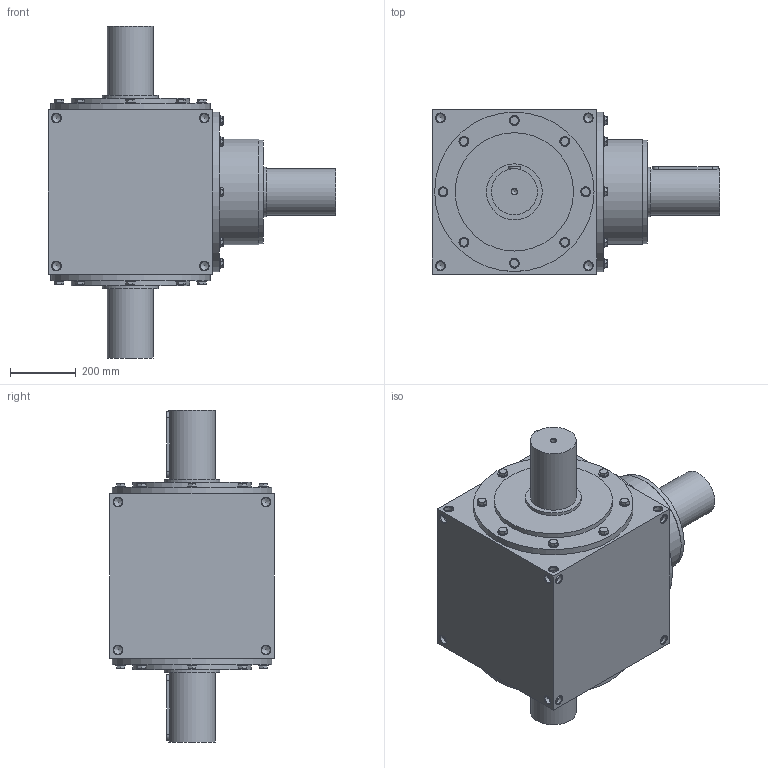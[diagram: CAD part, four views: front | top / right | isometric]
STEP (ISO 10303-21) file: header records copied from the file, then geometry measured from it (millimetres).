
FILE_DESCRIPTION(/* description */ ('STEP AP203'),/* implementation_level */ '2;1');
FILE_NAME(/* name */ 'RP500_S1_R.1_1',/* time_stamp */ '2023-01-09T10:41:27+01:00',/* author */ ('License CC BY-ND 4.0'),/* organization */ ('CADENAS'),/* preprocessor_version */ 'ST-DEVELOPER v18.102',/* originating_system */ 'PARTsolutions',/* authorisation */ ' ');
FILE_SCHEMA (('CONFIG_CONTROL_DESIGN'));
Length unit declared in the file: millimetre
Products named in the file (5): RP500_S1_R.1/1; RS500-proshaft; RC_RR500-screw; RR500-shaft; RP5001-case
Assembly tree (28 placements, depth 2):
  RP500_S1_R.1/1
    RS500-proshaft  x2
    RC_RR500-screw  x24
    RR500-shaft
    RP5001-case
Bounding box: 875 x 500 x 1010 mm (x, y, z)
Volume: 159542196.1 mm3; surface area: 3104203.5 mm2
Topology: 28 solids, 28 shells, 542 faces, 1250 edges, 770 vertices
Faces by surface type: plane 248, cone 198, cylinder 96
Full cylindrical faces by diameter (mm): 17.294 x3, 26.211 x48, 30 x24, 140 x3, 150 x2, 170 x3, 316 x1, 320 x1, 360 x2, 485 x3
Entity records: 4574 total; most frequent: DIRECTION 844, CARTESIAN_POINT 796, ORIENTED_EDGE 536, AXIS2_PLACEMENT_3D 402, FACE_BOUND 318, EDGE_LOOP 292, EDGE_CURVE 268, VERTEX_POINT 238
